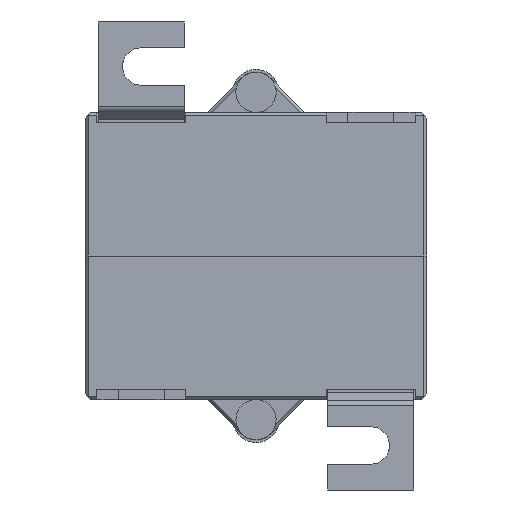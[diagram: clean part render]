
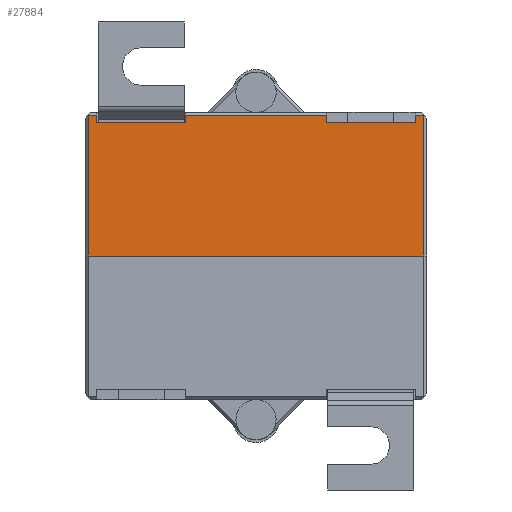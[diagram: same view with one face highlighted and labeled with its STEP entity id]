
A CAD part, front view. The second image highlights one B-rep face of the part: STEP entity #27884.
In plain terms, the highlighted planar face has unit normal (0, -1, 0).
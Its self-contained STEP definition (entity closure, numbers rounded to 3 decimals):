
#1500=PLANE('',#29754);
#2534=FACE_OUTER_BOUND('',#4075,.T.);
#4075=EDGE_LOOP('',(#19522,#19523,#19524,#19525,#19526,#19527,#19528,#19529,
#19530,#19531,#19532,#19533));
#6135=LINE('',#37745,#9227);
#6166=LINE('',#37826,#9258);
#6173=LINE('',#37840,#9265);
#6174=LINE('',#37842,#9266);
#6175=LINE('',#37844,#9267);
#6176=LINE('',#37846,#9268);
#6177=LINE('',#37848,#9269);
#6178=LINE('',#37850,#9270);
#6179=LINE('',#37852,#9271);
#6180=LINE('',#37854,#9272);
#6181=LINE('',#37856,#9273);
#6182=LINE('',#37857,#9274);
#9227=VECTOR('',#31496,10.);
#9258=VECTOR('',#31569,10.);
#9265=VECTOR('',#31580,10.);
#9266=VECTOR('',#31581,10.);
#9267=VECTOR('',#31582,10.);
#9268=VECTOR('',#31583,10.);
#9269=VECTOR('',#31584,10.);
#9270=VECTOR('',#31585,10.);
#9271=VECTOR('',#31586,10.);
#9272=VECTOR('',#31587,10.);
#9273=VECTOR('',#31588,10.);
#9274=VECTOR('',#31589,10.);
#12314=VERTEX_POINT('',#37687);
#12342=VERTEX_POINT('',#37743);
#12371=VERTEX_POINT('',#37825);
#12376=VERTEX_POINT('',#37839);
#12377=VERTEX_POINT('',#37841);
#12378=VERTEX_POINT('',#37843);
#12379=VERTEX_POINT('',#37845);
#12380=VERTEX_POINT('',#37847);
#12381=VERTEX_POINT('',#37849);
#12382=VERTEX_POINT('',#37851);
#12383=VERTEX_POINT('',#37853);
#12384=VERTEX_POINT('',#37855);
#15153=EDGE_CURVE('',#12342,#12314,#6135,.T.);
#15194=EDGE_CURVE('',#12314,#12371,#6166,.T.);
#15201=EDGE_CURVE('',#12376,#12342,#6173,.T.);
#15202=EDGE_CURVE('',#12377,#12376,#6174,.T.);
#15203=EDGE_CURVE('',#12377,#12378,#6175,.T.);
#15204=EDGE_CURVE('',#12378,#12379,#6176,.T.);
#15205=EDGE_CURVE('',#12379,#12380,#6177,.T.);
#15206=EDGE_CURVE('',#12381,#12380,#6178,.T.);
#15207=EDGE_CURVE('',#12381,#12382,#6179,.T.);
#15208=EDGE_CURVE('',#12382,#12383,#6180,.T.);
#15209=EDGE_CURVE('',#12383,#12384,#6181,.T.);
#15210=EDGE_CURVE('',#12371,#12384,#6182,.T.);
#19522=ORIENTED_EDGE('',*,*,#15194,.F.);
#19523=ORIENTED_EDGE('',*,*,#15153,.F.);
#19524=ORIENTED_EDGE('',*,*,#15201,.F.);
#19525=ORIENTED_EDGE('',*,*,#15202,.F.);
#19526=ORIENTED_EDGE('',*,*,#15203,.T.);
#19527=ORIENTED_EDGE('',*,*,#15204,.T.);
#19528=ORIENTED_EDGE('',*,*,#15205,.T.);
#19529=ORIENTED_EDGE('',*,*,#15206,.F.);
#19530=ORIENTED_EDGE('',*,*,#15207,.T.);
#19531=ORIENTED_EDGE('',*,*,#15208,.T.);
#19532=ORIENTED_EDGE('',*,*,#15209,.T.);
#19533=ORIENTED_EDGE('',*,*,#15210,.F.);
#27884=ADVANCED_FACE('',(#2534),#1500,.T.);
#29754=AXIS2_PLACEMENT_3D('',#37838,#31578,#31579);
#31496=DIRECTION('',(1.,0.,0.));
#31569=DIRECTION('',(0.,0.,-1.));
#31578=DIRECTION('center_axis',(0.,-1.,0.));
#31579=DIRECTION('ref_axis',(1.,0.,0.));
#31580=DIRECTION('',(0.,0.,1.));
#31581=DIRECTION('',(-1.,0.,0.));
#31582=DIRECTION('',(0.,0.,1.));
#31583=DIRECTION('',(1.,0.,0.));
#31584=DIRECTION('',(0.,0.,-1.));
#31585=DIRECTION('',(-1.,0.,0.));
#31586=DIRECTION('',(0.,0.,1.));
#31587=DIRECTION('',(1.,0.,0.));
#31588=DIRECTION('',(0.,0.,-1.));
#31589=DIRECTION('',(-1.,0.,0.));
#37687=CARTESIAN_POINT('',(29.25,0.,25.));
#37743=CARTESIAN_POINT('',(-29.25,0.,25.));
#37745=CARTESIAN_POINT('',(-29.75,0.,25.));
#37825=CARTESIAN_POINT('',(29.25,0.,0.5));
#37826=CARTESIAN_POINT('',(29.25,0.,0.));
#37838=CARTESIAN_POINT('Origin',(-29.75,0.,0.));
#37839=CARTESIAN_POINT('',(-29.25,0.,0.5));
#37840=CARTESIAN_POINT('',(-29.25,0.,0.));
#37841=CARTESIAN_POINT('',(-27.7,0.,0.5));
#37842=CARTESIAN_POINT('',(-14.875,0.,0.5));
#37843=CARTESIAN_POINT('',(-27.7,0.,1.8));
#37844=CARTESIAN_POINT('',(-27.7,0.,0.));
#37845=CARTESIAN_POINT('',(-12.3,0.,1.8));
#37846=CARTESIAN_POINT('',(-24.875,0.,1.8));
#37847=CARTESIAN_POINT('',(-12.3,0.,0.5));
#37848=CARTESIAN_POINT('',(-12.3,0.,0.));
#37849=CARTESIAN_POINT('',(12.3,0.,0.5));
#37850=CARTESIAN_POINT('',(-14.875,0.,0.5));
#37851=CARTESIAN_POINT('',(12.3,0.,1.8));
#37852=CARTESIAN_POINT('',(12.3,0.,0.));
#37853=CARTESIAN_POINT('',(27.7,0.,1.8));
#37854=CARTESIAN_POINT('',(-4.875,0.,1.8));
#37855=CARTESIAN_POINT('',(27.7,0.,0.5));
#37856=CARTESIAN_POINT('',(27.7,0.,0.));
#37857=CARTESIAN_POINT('',(-14.875,0.,0.5));
